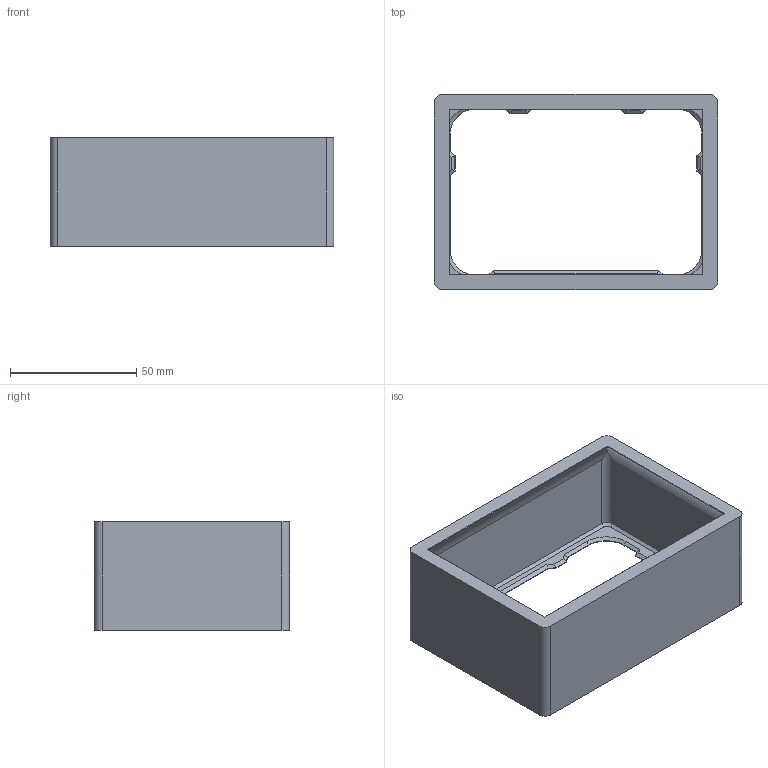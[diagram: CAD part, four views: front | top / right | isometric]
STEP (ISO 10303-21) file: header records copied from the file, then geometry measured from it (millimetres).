
FILE_DESCRIPTION(('FreeCAD Model'),'2;1');
FILE_NAME('Open CASCADE Shape Model','2023-05-22T00:11:54',(''),(''), 'Open CASCADE STEP processor 7.6','FreeCAD','Unknown');
FILE_SCHEMA(('AUTOMOTIVE_DESIGN { 1 0 10303 214 1 1 1 1 }'));
Length unit declared in the file: millimetre
Products named in the file (1): cover
Bounding box: 112.4 x 77.4 x 43.2 mm (x, y, z)
Volume: 28114 mm3; surface area: 38236.9 mm2
Topology: 1 solids, 1 shells, 91 faces, 224 edges, 136 vertices
Faces by surface type: plane 67, cylinder 12, cone 12
Entity records: 6571 total; most frequent: CARTESIAN_POINT 2186, DIRECTION 761, LINE 504, VECTOR 504, ORIENTED_EDGE 448, PCURVE 448, DEFINITIONAL_REPRESENTATION 448, EDGE_CURVE 224
